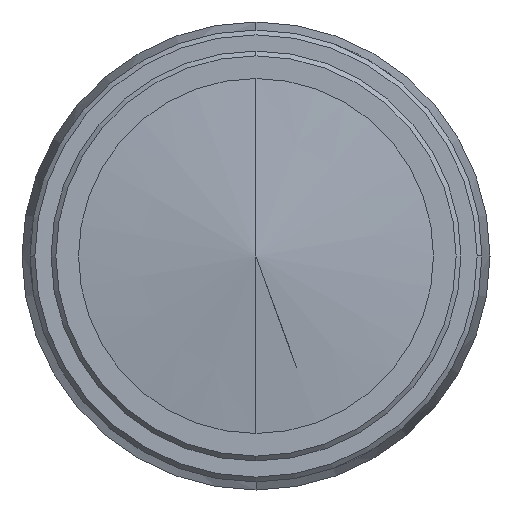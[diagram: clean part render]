
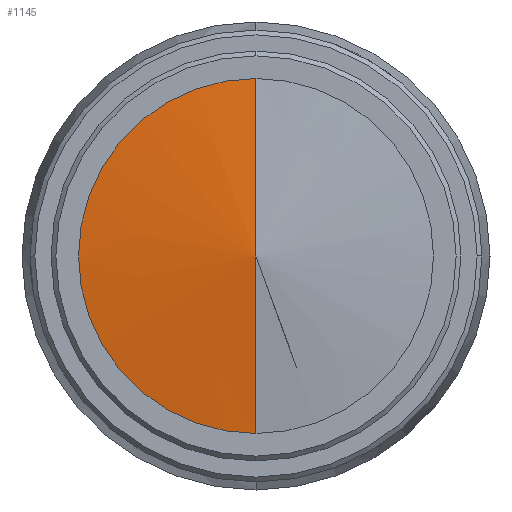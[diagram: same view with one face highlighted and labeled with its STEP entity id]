
A CAD part, left-side view. The second image highlights one B-rep face of the part: STEP entity #1145.
In plain terms, the highlighted conical face has half-angle 83.175 degrees and reference radius 8355.57 mm.
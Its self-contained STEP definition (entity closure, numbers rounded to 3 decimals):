
#55 = CARTESIAN_POINT ( 'NONE',  ( -30.189, 0., -11. ) ) ;
#111 = LINE ( 'NONE', #222, #824 ) ;
#125 = CARTESIAN_POINT ( 'NONE',  ( -30.189, 0., 11. ) ) ;
#185 = FACE_OUTER_BOUND ( 'NONE', #816, .T. ) ;
#222 = CARTESIAN_POINT ( 'NONE',  ( -31.505, 0., 0. ) ) ;
#225 = DIRECTION ( 'NONE',  ( 0.119, 0., -0.993 ) ) ;
#227 = VECTOR ( 'NONE', #225, 1000. ) ;
#230 = CARTESIAN_POINT ( 'NONE',  ( -31.505, 0., 0. ) ) ;
#243 = CONICAL_SURFACE ( 'NONE', #882, 8355.57, 1.452 ) ;
#353 = AXIS2_PLACEMENT_3D ( 'NONE', #419, #1069, #1177 ) ;
#419 = CARTESIAN_POINT ( 'NONE',  ( -30.189, 0., 0. ) ) ;
#580 = DIRECTION ( 'NONE',  ( 0., 0., -1. ) ) ;
#694 = CARTESIAN_POINT ( 'NONE',  ( -31.505, 0., 0. ) ) ;
#700 = ORIENTED_EDGE ( 'NONE', *, *, #838, .F. ) ;
#742 = LINE ( 'NONE', #230, #227 ) ;
#770 = ORIENTED_EDGE ( 'NONE', *, *, #1142, .T. ) ;
#775 = DIRECTION ( 'NONE',  ( 0.119, 0., 0.993 ) ) ;
#816 = EDGE_LOOP ( 'NONE', ( #1109, #770, #700 ) ) ;
#824 = VECTOR ( 'NONE', #775, 1000. ) ;
#838 = EDGE_CURVE ( 'NONE', #1337, #984, #997, .T. ) ;
#871 = CARTESIAN_POINT ( 'NONE',  ( 968.495, 0., 0. ) ) ;
#882 = AXIS2_PLACEMENT_3D ( 'NONE', #871, #1227, #580 ) ;
#984 = VERTEX_POINT ( 'NONE', #125 ) ;
#997 = CIRCLE ( 'NONE', #353, 11. ) ;
#1007 = EDGE_CURVE ( 'NONE', #1169, #1337, #742, .T. ) ;
#1069 = DIRECTION ( 'NONE',  ( 1., 0., 0. ) ) ;
#1109 = ORIENTED_EDGE ( 'NONE', *, *, #1007, .F. ) ;
#1142 = EDGE_CURVE ( 'NONE', #1169, #984, #111, .T. ) ;
#1145 = ADVANCED_FACE ( 'NONE', ( #185 ), #243, .T. ) ;
#1169 = VERTEX_POINT ( 'NONE', #694 ) ;
#1177 = DIRECTION ( 'NONE',  ( 0., -0.878, 0.479 ) ) ;
#1227 = DIRECTION ( 'NONE',  ( 1., 0., 0. ) ) ;
#1337 = VERTEX_POINT ( 'NONE', #55 ) ;
